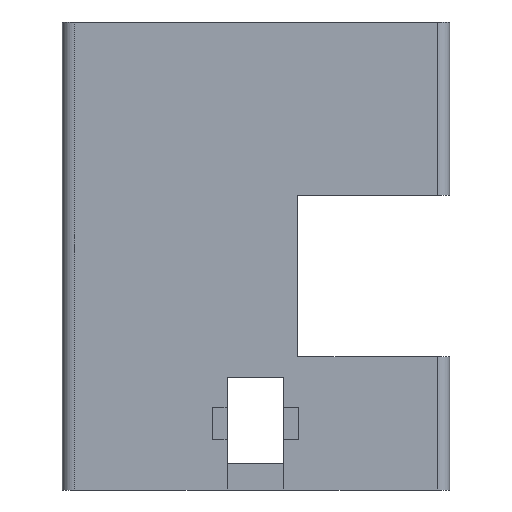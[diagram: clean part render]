
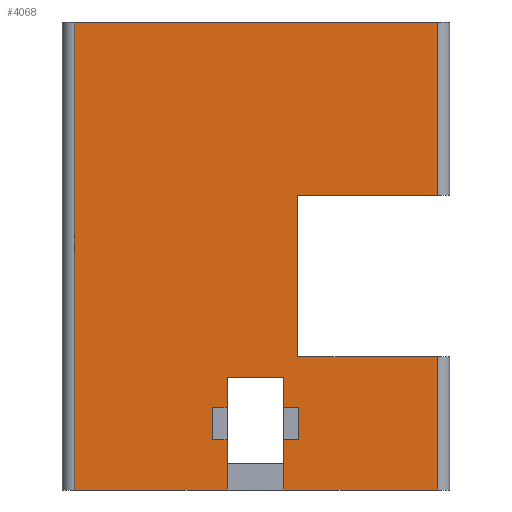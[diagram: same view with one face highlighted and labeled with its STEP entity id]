
A CAD part, front view. The second image highlights one B-rep face of the part: STEP entity #4068.
In plain terms, the highlighted planar face has unit normal (0, -1, 0).
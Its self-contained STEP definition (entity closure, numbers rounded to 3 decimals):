
#130=PLANE('',#4332);
#364=FACE_OUTER_BOUND('',#599,.T.);
#599=EDGE_LOOP('',(#3304,#3305,#3306,#3307,#3308,#3309,#3310,#3311,#3312,
#3313,#3314,#3315,#3316,#3317,#3318,#3319,#3320,#3321,#3322,#3323));
#901=LINE('',#6053,#1400);
#933=LINE('',#6120,#1432);
#937=LINE('',#6127,#1436);
#961=LINE('',#6187,#1460);
#971=LINE('',#6223,#1470);
#980=LINE('',#6243,#1479);
#981=LINE('',#6245,#1480);
#982=LINE('',#6246,#1481);
#983=LINE('',#6248,#1482);
#984=LINE('',#6250,#1483);
#985=LINE('',#6251,#1484);
#986=LINE('',#6253,#1485);
#987=LINE('',#6255,#1486);
#988=LINE('',#6257,#1487);
#989=LINE('',#6259,#1488);
#990=LINE('',#6261,#1489);
#991=LINE('',#6263,#1490);
#992=LINE('',#6265,#1491);
#993=LINE('',#6267,#1492);
#994=LINE('',#6268,#1493);
#1400=VECTOR('',#4855,10.);
#1432=VECTOR('',#4913,10.);
#1436=VECTOR('',#4917,10.);
#1460=VECTOR('',#4963,10.);
#1470=VECTOR('',#4993,10.);
#1479=VECTOR('',#5010,10.);
#1480=VECTOR('',#5011,10.);
#1481=VECTOR('',#5012,10.);
#1482=VECTOR('',#5013,10.);
#1483=VECTOR('',#5014,10.);
#1484=VECTOR('',#5015,10.);
#1485=VECTOR('',#5016,10.);
#1486=VECTOR('',#5017,10.);
#1487=VECTOR('',#5018,10.);
#1488=VECTOR('',#5019,10.);
#1489=VECTOR('',#5020,10.);
#1490=VECTOR('',#5021,10.);
#1491=VECTOR('',#5022,10.);
#1492=VECTOR('',#5023,10.);
#1493=VECTOR('',#5024,10.);
#1952=VERTEX_POINT('',#6047);
#1954=VERTEX_POINT('',#6051);
#1975=VERTEX_POINT('',#6117);
#1976=VERTEX_POINT('',#6119);
#1979=VERTEX_POINT('',#6125);
#2003=VERTEX_POINT('',#6184);
#2004=VERTEX_POINT('',#6186);
#2020=VERTEX_POINT('',#6221);
#2027=VERTEX_POINT('',#6242);
#2028=VERTEX_POINT('',#6244);
#2029=VERTEX_POINT('',#6247);
#2030=VERTEX_POINT('',#6249);
#2031=VERTEX_POINT('',#6252);
#2032=VERTEX_POINT('',#6254);
#2033=VERTEX_POINT('',#6256);
#2034=VERTEX_POINT('',#6258);
#2035=VERTEX_POINT('',#6260);
#2036=VERTEX_POINT('',#6262);
#2037=VERTEX_POINT('',#6264);
#2038=VERTEX_POINT('',#6266);
#2399=EDGE_CURVE('',#1952,#1954,#901,.T.);
#2432=EDGE_CURVE('',#1976,#1975,#933,.T.);
#2436=EDGE_CURVE('',#1979,#1954,#937,.T.);
#2467=EDGE_CURVE('',#2004,#2003,#961,.T.);
#2486=EDGE_CURVE('',#2003,#2020,#971,.T.);
#2495=EDGE_CURVE('',#2027,#1979,#980,.T.);
#2496=EDGE_CURVE('',#2028,#2027,#981,.T.);
#2497=EDGE_CURVE('',#1976,#2028,#982,.T.);
#2498=EDGE_CURVE('',#2029,#1975,#983,.T.);
#2499=EDGE_CURVE('',#2029,#2030,#984,.T.);
#2500=EDGE_CURVE('',#2030,#2004,#985,.T.);
#2501=EDGE_CURVE('',#2031,#2020,#986,.T.);
#2502=EDGE_CURVE('',#2032,#2031,#987,.T.);
#2503=EDGE_CURVE('',#2033,#2032,#988,.T.);
#2504=EDGE_CURVE('',#2034,#2033,#989,.T.);
#2505=EDGE_CURVE('',#2034,#2035,#990,.T.);
#2506=EDGE_CURVE('',#2036,#2035,#991,.T.);
#2507=EDGE_CURVE('',#2037,#2036,#992,.T.);
#2508=EDGE_CURVE('',#2038,#2037,#993,.T.);
#2509=EDGE_CURVE('',#2038,#1952,#994,.T.);
#3304=ORIENTED_EDGE('',*,*,#2436,.F.);
#3305=ORIENTED_EDGE('',*,*,#2495,.F.);
#3306=ORIENTED_EDGE('',*,*,#2496,.F.);
#3307=ORIENTED_EDGE('',*,*,#2497,.F.);
#3308=ORIENTED_EDGE('',*,*,#2432,.T.);
#3309=ORIENTED_EDGE('',*,*,#2498,.F.);
#3310=ORIENTED_EDGE('',*,*,#2499,.T.);
#3311=ORIENTED_EDGE('',*,*,#2500,.T.);
#3312=ORIENTED_EDGE('',*,*,#2467,.T.);
#3313=ORIENTED_EDGE('',*,*,#2486,.T.);
#3314=ORIENTED_EDGE('',*,*,#2501,.F.);
#3315=ORIENTED_EDGE('',*,*,#2502,.F.);
#3316=ORIENTED_EDGE('',*,*,#2503,.F.);
#3317=ORIENTED_EDGE('',*,*,#2504,.F.);
#3318=ORIENTED_EDGE('',*,*,#2505,.T.);
#3319=ORIENTED_EDGE('',*,*,#2506,.F.);
#3320=ORIENTED_EDGE('',*,*,#2507,.F.);
#3321=ORIENTED_EDGE('',*,*,#2508,.F.);
#3322=ORIENTED_EDGE('',*,*,#2509,.T.);
#3323=ORIENTED_EDGE('',*,*,#2399,.T.);
#4068=ADVANCED_FACE('',(#364),#130,.T.);
#4332=AXIS2_PLACEMENT_3D('',#6241,#5008,#5009);
#4855=DIRECTION('',(1.,0.,0.));
#4913=DIRECTION('',(0.,0.,-1.));
#4917=DIRECTION('',(0.,0.,1.));
#4963=DIRECTION('',(0.,0.,1.));
#4993=DIRECTION('',(1.,0.,0.));
#5008=DIRECTION('center_axis',(0.,-1.,0.));
#5009=DIRECTION('ref_axis',(1.,0.,0.));
#5010=DIRECTION('',(-1.,0.,0.));
#5011=DIRECTION('',(0.,0.,1.));
#5012=DIRECTION('',(1.,0.,0.));
#5013=DIRECTION('',(-1.,0.,0.));
#5014=DIRECTION('',(0.,0.,1.));
#5015=DIRECTION('',(-1.,0.,0.));
#5016=DIRECTION('',(0.,0.,-1.));
#5017=DIRECTION('',(1.,0.,0.));
#5018=DIRECTION('',(0.,0.,1.));
#5019=DIRECTION('',(-1.,0.,0.));
#5020=DIRECTION('',(0.,0.,1.));
#5021=DIRECTION('',(1.,0.,0.));
#5022=DIRECTION('',(0.,0.,-1.));
#5023=DIRECTION('',(-1.,0.,0.));
#5024=DIRECTION('',(0.,0.,1.));
#6047=CARTESIAN_POINT('',(-7.138,-20.,17.996));
#6051=CARTESIAN_POINT('',(6.862,-20.,17.996));
#6053=CARTESIAN_POINT('',(3.431,-20.,17.996));
#6117=CARTESIAN_POINT('',(6.862,-20.,-10.));
#6119=CARTESIAN_POINT('',(6.862,-20.,2.496));
#6120=CARTESIAN_POINT('',(6.862,-20.,-10.002));
#6125=CARTESIAN_POINT('',(6.862,-20.,10.496));
#6127=CARTESIAN_POINT('',(6.862,-20.,17.996));
#6184=CARTESIAN_POINT('',(10.362,-20.,62.996));
#6186=CARTESIAN_POINT('',(10.362,-20.,22.996));
#6187=CARTESIAN_POINT('',(10.362,-20.,61.496));
#6221=CARTESIAN_POINT('',(45.,-20.,62.996));
#6223=CARTESIAN_POINT('',(5.181,-20.,62.996));
#6241=CARTESIAN_POINT('Origin',(-45.,-20.,-10.));
#6242=CARTESIAN_POINT('',(10.648,-20.,10.496));
#6243=CARTESIAN_POINT('',(10.648,-20.,10.496));
#6244=CARTESIAN_POINT('',(10.648,-20.,2.496));
#6245=CARTESIAN_POINT('',(10.648,-20.,2.496));
#6246=CARTESIAN_POINT('',(-10.852,-20.,2.496));
#6247=CARTESIAN_POINT('',(45.,-20.,-10.));
#6248=CARTESIAN_POINT('',(45.,-20.,-10.));
#6249=CARTESIAN_POINT('',(45.,-20.,22.996));
#6250=CARTESIAN_POINT('',(45.,-20.,-10.));
#6251=CARTESIAN_POINT('',(5.181,-20.,22.996));
#6252=CARTESIAN_POINT('',(45.,-20.,106.));
#6253=CARTESIAN_POINT('',(45.,-20.,106.));
#6254=CARTESIAN_POINT('',(-45.,-20.,106.));
#6255=CARTESIAN_POINT('',(45.,-20.,106.));
#6256=CARTESIAN_POINT('',(-45.,-20.,-10.));
#6257=CARTESIAN_POINT('',(-45.,-20.,-10.));
#6258=CARTESIAN_POINT('',(-7.138,-20.,-10.));
#6259=CARTESIAN_POINT('',(45.,-20.,-10.));
#6260=CARTESIAN_POINT('',(-7.138,-20.,2.496));
#6261=CARTESIAN_POINT('',(-7.138,-20.,-6.752));
#6262=CARTESIAN_POINT('',(-10.852,-20.,2.496));
#6263=CARTESIAN_POINT('',(-10.852,-20.,2.496));
#6264=CARTESIAN_POINT('',(-10.852,-20.,10.496));
#6265=CARTESIAN_POINT('',(-10.852,-20.,10.496));
#6266=CARTESIAN_POINT('',(-7.138,-20.,10.496));
#6267=CARTESIAN_POINT('',(10.648,-20.,10.496));
#6268=CARTESIAN_POINT('',(-7.138,-20.,10.996));
